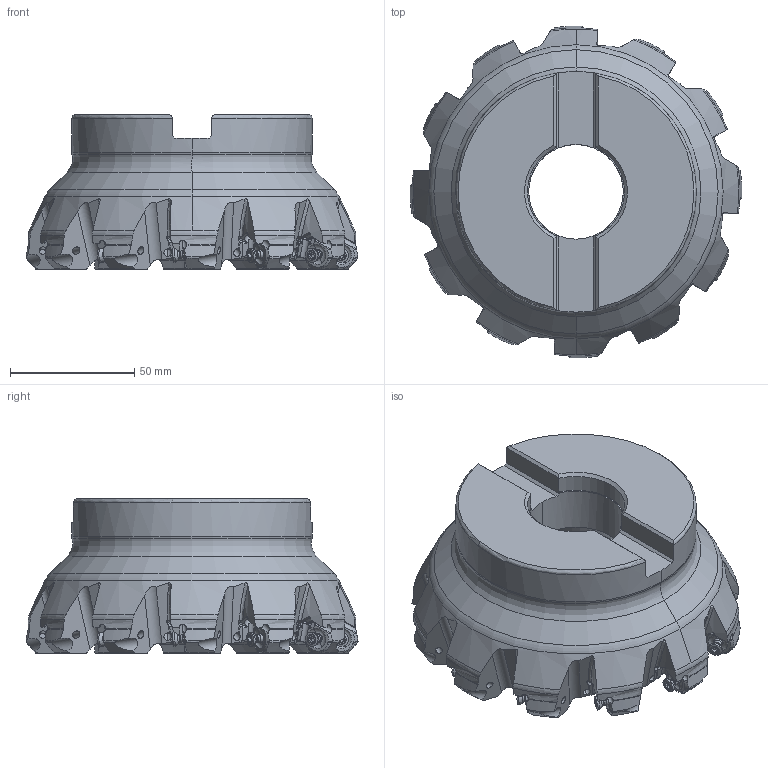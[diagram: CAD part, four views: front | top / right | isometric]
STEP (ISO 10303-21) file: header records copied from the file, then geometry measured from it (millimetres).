
FILE_DESCRIPTION(/* description */ (''),/* implementation_level */ '2;1');
FILE_NAME(/* name */ 'AHX440SUR0512EA.stp',/* time_stamp */ '2017-10-20T17:32:31+09:00',/* author */ (''),/* organization */ (''),/* preprocessor_version */ 'ST-DEVELOPER v16',/* originating_system */ 'SIEMENS PLM Software NX 10.0',/* authorisation */ '');
FILE_SCHEMA (('AUTOMOTIVE_DESIGN { 1 0 10303 214 3 1 1 1 }'));
Products named in the file (1): AHX440SUR0512EA_ASM
Bounding box: 133.68 x 133.68 x 62.35 mm (x, y, z)
Volume: 456825.5 mm3; surface area: 60770.5 mm2
Topology: 13 solids, 13 shells, 1518 faces, 4331 edges, 2827 vertices
Faces by surface type: cylinder 648, plane 344, torus 260, cone 122, extrusion 72, bspline 48, sphere 24
Entity records: 65387 total; most frequent: CARTESIAN_POINT 26803, ORIENTED_EDGE 8614, DIRECTION 7522, EDGE_CURVE 4307, AXIS2_PLACEMENT_3D 3098, VERTEX_POINT 2827, EDGE_LOOP 1580, ADVANCED_FACE 1518
